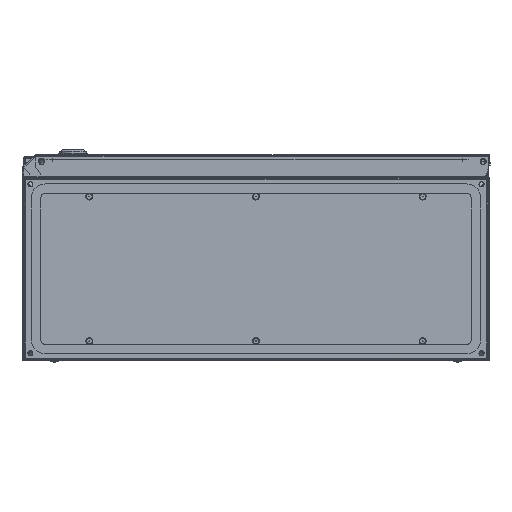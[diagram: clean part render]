
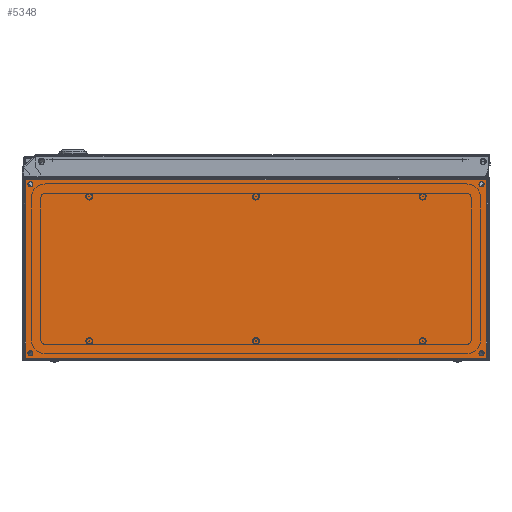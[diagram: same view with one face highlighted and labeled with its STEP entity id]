
A CAD part, front view. The second image highlights one B-rep face of the part: STEP entity #5348.
In plain terms, the highlighted face is planar.
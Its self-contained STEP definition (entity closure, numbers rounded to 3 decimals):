
#288 = ORIENTED_EDGE ( 'NONE', *, *, #2782, .F. ) ;
#466 = CARTESIAN_POINT ( 'NONE',  ( 7., 187.6, 0. ) ) ;
#848 = ORIENTED_EDGE ( 'NONE', *, *, #26910, .F. ) ;
#862 = DIRECTION ( 'NONE',  ( -1., 0., 0. ) ) ;
#1425 = DIRECTION ( 'NONE',  ( -1., 0., 0. ) ) ;
#1630 = CARTESIAN_POINT ( 'NONE',  ( 2., 193.423, 0. ) ) ;
#1721 = CARTESIAN_POINT ( 'NONE',  ( 4.25, 187.6, 0. ) ) ;
#2385 = DIRECTION ( 'NONE',  ( 0., 0., 1. ) ) ;
#2441 = DIRECTION ( 'NONE',  ( 0., 0., 1. ) ) ;
#2782 = EDGE_CURVE ( 'NONE', #25417, #15307, #20403, .T. ) ;
#3526 = CARTESIAN_POINT ( 'NONE',  ( 494., 192.6, 0. ) ) ;
#3712 = DIRECTION ( 'NONE',  ( 0., 0., -1. ) ) ;
#3758 = DIRECTION ( 'NONE',  ( 0., 0., 1. ) ) ;
#3868 = VERTEX_POINT ( 'NONE', #26605 ) ;
#3990 = DIRECTION ( 'NONE',  ( 0., 1., 0. ) ) ;
#4714 = VERTEX_POINT ( 'NONE', #26314 ) ;
#4836 = EDGE_CURVE ( 'NONE', #18316, #3868, #14022, .T. ) ;
#4844 = AXIS2_PLACEMENT_3D ( 'NONE', #466, #10441, #20071 ) ;
#5348 = ADVANCED_FACE ( 'NONE', ( #6817, #13827, #16766, #6649, #16444 ), #31019, .F. ) ;
#5712 = EDGE_LOOP ( 'NONE', ( #13745, #848 ) ) ;
#5715 = CARTESIAN_POINT ( 'NONE',  ( 494., 2., 0. ) ) ;
#6280 = CARTESIAN_POINT ( 'NONE',  ( 494., 1.177, 0. ) ) ;
#6453 = VERTEX_POINT ( 'NONE', #29293 ) ;
#6649 = FACE_BOUND ( 'NONE', #19255, .T. ) ;
#6686 = DIRECTION ( 'NONE',  ( 0., -1., 0. ) ) ;
#6817 = FACE_BOUND ( 'NONE', #5712, .T. ) ;
#7041 = DIRECTION ( 'NONE',  ( 1., 0., 0. ) ) ;
#7173 = ORIENTED_EDGE ( 'NONE', *, *, #18988, .F. ) ;
#7367 = AXIS2_PLACEMENT_3D ( 'NONE', #24781, #2385, #12337 ) ;
#7440 = AXIS2_PLACEMENT_3D ( 'NONE', #16599, #3712, #1425 ) ;
#7984 = CIRCLE ( 'NONE', #4844, 2.75 ) ;
#8050 = CARTESIAN_POINT ( 'NONE',  ( 7., 187.6, 0. ) ) ;
#8208 = DIRECTION ( 'NONE',  ( 0., 0., 1. ) ) ;
#8290 = ORIENTED_EDGE ( 'NONE', *, *, #30778, .T. ) ;
#8542 = CIRCLE ( 'NONE', #23671, 2.75 ) ;
#9418 = AXIS2_PLACEMENT_3D ( 'NONE', #16147, #14181, #13697 ) ;
#9493 = CARTESIAN_POINT ( 'NONE',  ( 1.177, 2., 0. ) ) ;
#9770 = DIRECTION ( 'NONE',  ( 0., 0., 1. ) ) ;
#9809 = CIRCLE ( 'NONE', #11885, 2.75 ) ;
#10380 = VECTOR ( 'NONE', #7041, 1000. ) ;
#10441 = DIRECTION ( 'NONE',  ( 0., 0., 1. ) ) ;
#10502 = DIRECTION ( 'NONE',  ( 1., 0., 0. ) ) ;
#10836 = VECTOR ( 'NONE', #862, 1000. ) ;
#11621 = CIRCLE ( 'NONE', #18918, 2.75 ) ;
#11764 = CARTESIAN_POINT ( 'NONE',  ( 7., 7., 0. ) ) ;
#11885 = AXIS2_PLACEMENT_3D ( 'NONE', #8050, #8208, #10502 ) ;
#12199 = VERTEX_POINT ( 'NONE', #29541 ) ;
#12337 = DIRECTION ( 'NONE',  ( 1., 0., 0. ) ) ;
#12932 = CARTESIAN_POINT ( 'NONE',  ( 494.823, 192.6, 0. ) ) ;
#13697 = DIRECTION ( 'NONE',  ( -1., 0., 0. ) ) ;
#13739 = VERTEX_POINT ( 'NONE', #3526 ) ;
#13745 = ORIENTED_EDGE ( 'NONE', *, *, #32256, .F. ) ;
#13827 = FACE_BOUND ( 'NONE', #25330, .T. ) ;
#13999 = CARTESIAN_POINT ( 'NONE',  ( 491.75, 187.6, 0. ) ) ;
#14022 = LINE ( 'NONE', #1630, #20991 ) ;
#14028 = DIRECTION ( 'NONE',  ( 1., 0., 0. ) ) ;
#14181 = DIRECTION ( 'NONE',  ( 0., 0., 1. ) ) ;
#14270 = LINE ( 'NONE', #6280, #28040 ) ;
#15307 = VERTEX_POINT ( 'NONE', #21828 ) ;
#15477 = CARTESIAN_POINT ( 'NONE',  ( 489., 187.6, 0. ) ) ;
#16147 = CARTESIAN_POINT ( 'NONE',  ( 7., 7., 0. ) ) ;
#16444 = FACE_OUTER_BOUND ( 'NONE', #20426, .T. ) ;
#16599 = CARTESIAN_POINT ( 'NONE',  ( 0., 0., 0. ) ) ;
#16766 = FACE_BOUND ( 'NONE', #29966, .T. ) ;
#17372 = CARTESIAN_POINT ( 'NONE',  ( 2., 192.6, 0. ) ) ;
#17556 = VERTEX_POINT ( 'NONE', #26599 ) ;
#18117 = EDGE_CURVE ( 'NONE', #32005, #13739, #14270, .T. ) ;
#18316 = VERTEX_POINT ( 'NONE', #17372 ) ;
#18353 = EDGE_CURVE ( 'NONE', #13739, #18316, #30286, .T. ) ;
#18386 = EDGE_CURVE ( 'NONE', #23631, #12199, #9809, .T. ) ;
#18918 = AXIS2_PLACEMENT_3D ( 'NONE', #15477, #2441, #30061 ) ;
#18968 = CIRCLE ( 'NONE', #29432, 2.75 ) ;
#18988 = EDGE_CURVE ( 'NONE', #15307, #25417, #19210, .T. ) ;
#19074 = CARTESIAN_POINT ( 'NONE',  ( 489., 187.6, 0. ) ) ;
#19210 = CIRCLE ( 'NONE', #28089, 2.75 ) ;
#19255 = EDGE_LOOP ( 'NONE', ( #26667, #28255 ) ) ;
#19428 = ORIENTED_EDGE ( 'NONE', *, *, #18117, .T. ) ;
#19445 = LINE ( 'NONE', #9493, #10380 ) ;
#20009 = ORIENTED_EDGE ( 'NONE', *, *, #27291, .F. ) ;
#20071 = DIRECTION ( 'NONE',  ( 1., 0., 0. ) ) ;
#20403 = CIRCLE ( 'NONE', #7367, 2.75 ) ;
#20426 = EDGE_LOOP ( 'NONE', ( #29279, #8290, #19428, #30789 ) ) ;
#20991 = VECTOR ( 'NONE', #6686, 1000. ) ;
#21449 = ORIENTED_EDGE ( 'NONE', *, *, #25886, .F. ) ;
#21828 = CARTESIAN_POINT ( 'NONE',  ( 486.25, 7., 0. ) ) ;
#21947 = CIRCLE ( 'NONE', #9418, 2.75 ) ;
#22956 = VERTEX_POINT ( 'NONE', #13999 ) ;
#23631 = VERTEX_POINT ( 'NONE', #1721 ) ;
#23671 = AXIS2_PLACEMENT_3D ( 'NONE', #11764, #26659, #32212 ) ;
#24781 = CARTESIAN_POINT ( 'NONE',  ( 489., 7., 0. ) ) ;
#25330 = EDGE_LOOP ( 'NONE', ( #21449, #20009 ) ) ;
#25417 = VERTEX_POINT ( 'NONE', #29786 ) ;
#25886 = EDGE_CURVE ( 'NONE', #22956, #4714, #11621, .T. ) ;
#25972 = EDGE_CURVE ( 'NONE', #12199, #23631, #7984, .T. ) ;
#26165 = CARTESIAN_POINT ( 'NONE',  ( 489., 7., 0. ) ) ;
#26314 = CARTESIAN_POINT ( 'NONE',  ( 486.25, 187.6, 0. ) ) ;
#26599 = CARTESIAN_POINT ( 'NONE',  ( 4.25, 7., 0. ) ) ;
#26605 = CARTESIAN_POINT ( 'NONE',  ( 2., 2., 0. ) ) ;
#26659 = DIRECTION ( 'NONE',  ( 0., 0., 1. ) ) ;
#26667 = ORIENTED_EDGE ( 'NONE', *, *, #25972, .F. ) ;
#26786 = DIRECTION ( 'NONE',  ( -1., 0., 0. ) ) ;
#26910 = EDGE_CURVE ( 'NONE', #17556, #6453, #8542, .T. ) ;
#27291 = EDGE_CURVE ( 'NONE', #4714, #22956, #18968, .T. ) ;
#28040 = VECTOR ( 'NONE', #3990, 1000. ) ;
#28089 = AXIS2_PLACEMENT_3D ( 'NONE', #26165, #3758, #14028 ) ;
#28255 = ORIENTED_EDGE ( 'NONE', *, *, #18386, .F. ) ;
#29279 = ORIENTED_EDGE ( 'NONE', *, *, #4836, .T. ) ;
#29293 = CARTESIAN_POINT ( 'NONE',  ( 9.75, 7., 0. ) ) ;
#29432 = AXIS2_PLACEMENT_3D ( 'NONE', #19074, #9770, #26786 ) ;
#29541 = CARTESIAN_POINT ( 'NONE',  ( 9.75, 187.6, 0. ) ) ;
#29786 = CARTESIAN_POINT ( 'NONE',  ( 491.75, 7., 0. ) ) ;
#29966 = EDGE_LOOP ( 'NONE', ( #288, #7173 ) ) ;
#30061 = DIRECTION ( 'NONE',  ( -1., 0., 0. ) ) ;
#30286 = LINE ( 'NONE', #12932, #10836 ) ;
#30778 = EDGE_CURVE ( 'NONE', #3868, #32005, #19445, .T. ) ;
#30789 = ORIENTED_EDGE ( 'NONE', *, *, #18353, .T. ) ;
#31019 = PLANE ( 'NONE',  #7440 ) ;
#32005 = VERTEX_POINT ( 'NONE', #5715 ) ;
#32212 = DIRECTION ( 'NONE',  ( -1., 0., 0. ) ) ;
#32256 = EDGE_CURVE ( 'NONE', #6453, #17556, #21947, .T. ) ;
